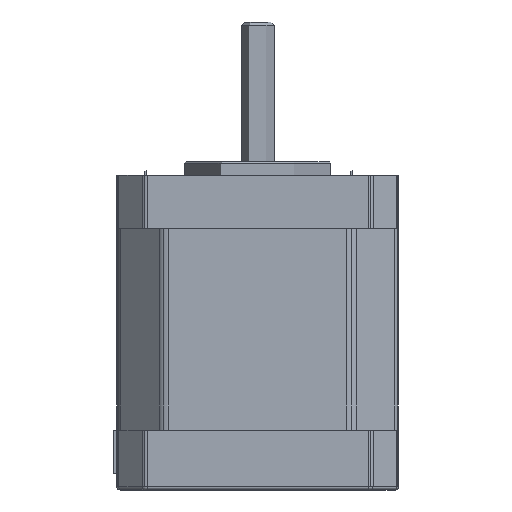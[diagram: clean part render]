
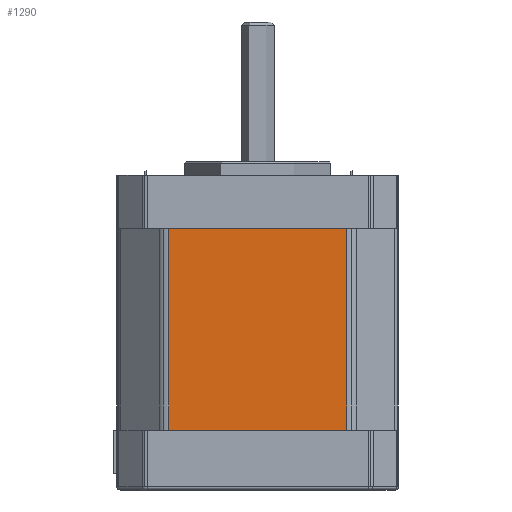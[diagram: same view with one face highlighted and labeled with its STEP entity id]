
A CAD part, front view. The second image highlights one B-rep face of the part: STEP entity #1290.
In plain terms, the highlighted planar face has unit normal (0, -1, 0).
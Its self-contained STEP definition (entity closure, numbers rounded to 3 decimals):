
#1290=ADVANCED_FACE('',(#2798),#2799,.T.);
#2798=FACE_OUTER_BOUND('',#10723,.T.);
#2799=PLANE('',#10724);
#10723=EDGE_LOOP('',(#24628,#24629,#24630,#24631));
#10724=AXIS2_PLACEMENT_3D('',#24632,#24633,#24634);
#24628=ORIENTED_EDGE('',*,*,#28421,.T.);
#24629=ORIENTED_EDGE('',*,*,#28422,.F.);
#24630=ORIENTED_EDGE('',*,*,#27916,.T.);
#24631=ORIENTED_EDGE('',*,*,#28423,.T.);
#24632=CARTESIAN_POINT('',(50.5,28.85,-25.5));
#24633=DIRECTION('',(0.,-1.0,0.0));
#24634=DIRECTION('',(1.0,0.,0.0));
#27916=EDGE_CURVE('',#30534,#30532,#30535,.T.);
#28421=EDGE_CURVE('',#31136,#31137,#31138,.T.);
#28422=EDGE_CURVE('',#30534,#31137,#31139,.T.);
#28423=EDGE_CURVE('',#30532,#31136,#31140,.T.);
#30532=VERTEX_POINT('',#96075);
#30534=VERTEX_POINT('',#96077);
#30535=LINE('',#96078,#96079);
#31136=VERTEX_POINT('',#132342);
#31137=VERTEX_POINT('',#132343);
#31138=LINE('',#132344,#132345);
#31139=LINE('',#132346,#132347);
#31140=LINE('',#132348,#132349);
#96075=CARTESIAN_POINT('',(63.877,28.85,-25.5));
#96077=CARTESIAN_POINT('',(37.123,28.85,-25.5));
#96078=CARTESIAN_POINT('',(37.123,28.85,-25.5));
#96079=VECTOR('',#172143,1.0);
#132342=CARTESIAN_POINT('',(63.877,28.85,4.8));
#132343=CARTESIAN_POINT('',(37.123,28.85,4.8));
#132344=CARTESIAN_POINT('',(37.123,28.85,4.8));
#132345=VECTOR('',#172473,1.0);
#132346=CARTESIAN_POINT('',(37.123,28.85,-25.5));
#132347=VECTOR('',#172474,1.0);
#132348=CARTESIAN_POINT('',(63.877,28.85,-25.5));
#132349=VECTOR('',#172475,1.0);
#172143=DIRECTION('',(1.0,0.,0.0));
#172473=DIRECTION('',(-1.0,0.,0.0));
#172474=DIRECTION('',(0.0,0.0,1.0));
#172475=DIRECTION('',(0.0,0.0,1.0));
